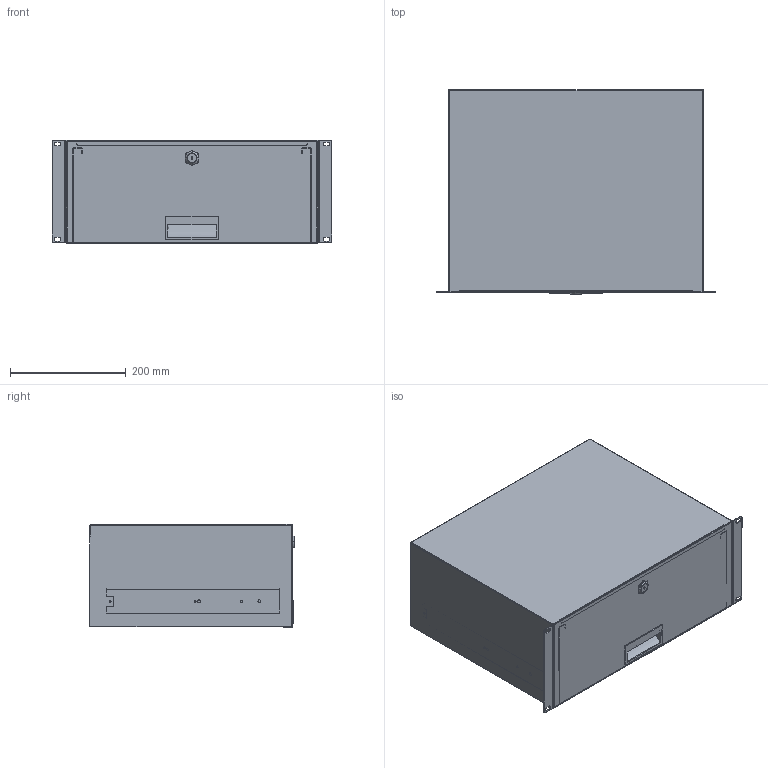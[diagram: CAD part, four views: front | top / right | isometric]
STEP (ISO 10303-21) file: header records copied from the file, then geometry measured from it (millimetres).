
FILE_DESCRIPTION (( 'STEP AP214' ), '1' );
FILE_NAME ('LC-SWADR3504U-W_LC_3D.step', '2023-06-23T21:32:50', ( '' ), ( '' ), 'SwSTEP 2.0', 'SolidWorks 2022', '' );
FILE_SCHEMA (( 'AUTOMOTIVE_DESIGN' ));
Length unit declared in the file: millimetre
Products named in the file (14): Drawer Rail L1^Drawer Rail L_LC-SWADR3504U-W_LC; Key Lock^LC-SWADR3504U-W_LC; Drawer Rail R^LC-SWADR3504U-W_LC; Drawer^LC-SWADR3504U-W_LC; Drawer Rail L3^Drawer Rail L_LC-SWADR3504U-W_LC; LC-SWADR3504U-W_LC_3D; Drawer Rail R2^Drawer Rail R_LC-SWADR3504U-W_LC; Drawer Rail L2^Drawer Rail L_LC-SWADR3504U-W_LC; Drawer Face^LC-SWADR3504U-W_LC; Drawer Rail L^LC-SWADR3504U-W_LC; Drawer Rail R1^Drawer Rail R_LC-SWADR3504U-W_LC; Handle^LC-SWADR3504U-W_LC; Drawer Rail R3^Drawer Rail R_LC-SWADR3504U-W_LC; Drawer Mount^LC-SWADR3504U-W_LC
Assembly tree (13 placements, depth 3):
  LC-SWADR3504U-W_LC_3D
    Drawer^LC-SWADR3504U-W_LC
    Drawer Rail L^LC-SWADR3504U-W_LC
      Drawer Rail L1^Drawer Rail L_LC-SWADR3504U-W_LC
      Drawer Rail L2^Drawer Rail L_LC-SWADR3504U-W_LC
      Drawer Rail L3^Drawer Rail L_LC-SWADR3504U-W_LC
    Drawer Rail R^LC-SWADR3504U-W_LC
      Drawer Rail R1^Drawer Rail R_LC-SWADR3504U-W_LC
      Drawer Rail R2^Drawer Rail R_LC-SWADR3504U-W_LC
      Drawer Rail R3^Drawer Rail R_LC-SWADR3504U-W_LC
    Drawer Mount^LC-SWADR3504U-W_LC
    Drawer Face^LC-SWADR3504U-W_LC
    Key Lock^LC-SWADR3504U-W_LC
    Handle^LC-SWADR3504U-W_LC
Bounding box: 483 x 353 x 178.21 mm (x, y, z)
Volume: 968126.7 mm3; surface area: 1634572.2 mm2
Topology: 10 solids, 20 shells, 565 faces, 1554 edges, 1018 vertices
Faces by surface type: plane 306, cylinder 197, bspline 59, cone 2, sphere 1
Entity records: 37849 total; most frequent: CARTESIAN_POINT 17307, ORIENTED_EDGE 3035, DIRECTION 2669, EDGE_CURVE 1554, VERTEX_POINT 1018, LINE 919, VECTOR 919, AXIS2_PLACEMENT_3D 875
